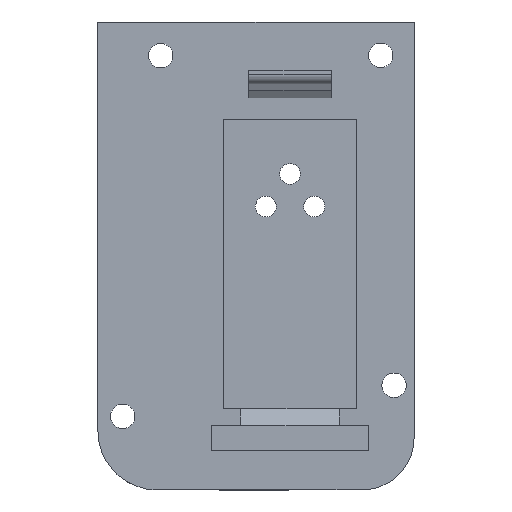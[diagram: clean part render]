
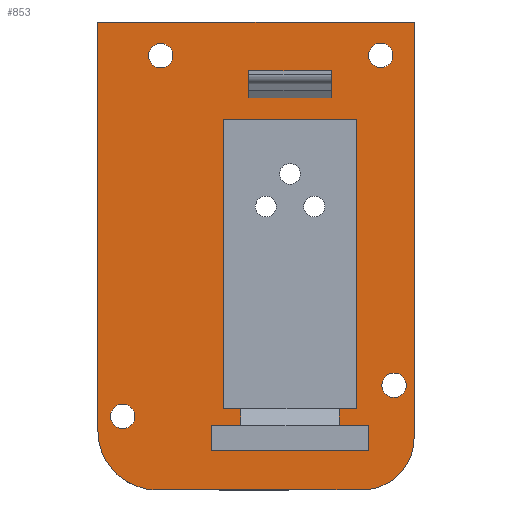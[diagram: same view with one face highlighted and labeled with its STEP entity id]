
A CAD part, top view. The second image highlights one B-rep face of the part: STEP entity #853.
In plain terms, the highlighted planar face has unit normal (0, 0, 1).
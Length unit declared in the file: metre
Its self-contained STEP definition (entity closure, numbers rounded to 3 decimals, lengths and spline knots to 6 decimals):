
#22=LINE('',#1221,#121);
#23=LINE('',#1224,#122);
#24=LINE('',#1226,#123);
#25=LINE('',#1228,#124);
#26=LINE('',#1230,#125);
#27=LINE('',#1232,#126);
#28=LINE('',#1234,#127);
#29=LINE('',#1236,#128);
#30=LINE('',#1238,#129);
#31=LINE('',#1240,#130);
#32=LINE('',#1242,#131);
#33=LINE('',#1244,#132);
#34=LINE('',#1246,#133);
#35=LINE('',#1248,#134);
#36=LINE('',#1250,#135);
#37=LINE('',#1252,#136);
#38=LINE('',#1253,#137);
#39=LINE('',#1256,#138);
#40=LINE('',#1258,#139);
#41=LINE('',#1262,#140);
#42=LINE('',#1265,#141);
#43=LINE('',#1268,#142);
#44=LINE('',#1270,#143);
#45=LINE('',#1272,#144);
#121=VECTOR('',#990,1.);
#122=VECTOR('',#991,1.);
#123=VECTOR('',#992,1.);
#124=VECTOR('',#993,1.);
#125=VECTOR('',#994,1.);
#126=VECTOR('',#995,1.);
#127=VECTOR('',#996,1.);
#128=VECTOR('',#997,1.);
#129=VECTOR('',#998,1.);
#130=VECTOR('',#999,1.);
#131=VECTOR('',#1000,1.);
#132=VECTOR('',#1001,1.);
#133=VECTOR('',#1002,1.);
#134=VECTOR('',#1003,1.);
#135=VECTOR('',#1004,1.);
#136=VECTOR('',#1005,1.);
#137=VECTOR('',#1006,1.);
#138=VECTOR('',#1007,1.);
#139=VECTOR('',#1008,1.);
#140=VECTOR('',#1011,1.);
#141=VECTOR('',#1014,1.);
#142=VECTOR('',#1015,1.);
#143=VECTOR('',#1016,1.);
#144=VECTOR('',#1017,1.);
#220=ORIENTED_EDGE('',*,*,#458,.F.);
#221=ORIENTED_EDGE('',*,*,#459,.F.);
#222=ORIENTED_EDGE('',*,*,#460,.F.);
#223=ORIENTED_EDGE('',*,*,#461,.F.);
#224=ORIENTED_EDGE('',*,*,#462,.F.);
#225=ORIENTED_EDGE('',*,*,#463,.F.);
#226=ORIENTED_EDGE('',*,*,#464,.F.);
#227=ORIENTED_EDGE('',*,*,#465,.T.);
#228=ORIENTED_EDGE('',*,*,#466,.T.);
#229=ORIENTED_EDGE('',*,*,#467,.F.);
#230=ORIENTED_EDGE('',*,*,#468,.F.);
#231=ORIENTED_EDGE('',*,*,#469,.F.);
#232=ORIENTED_EDGE('',*,*,#470,.T.);
#233=ORIENTED_EDGE('',*,*,#471,.T.);
#234=ORIENTED_EDGE('',*,*,#472,.F.);
#235=ORIENTED_EDGE('',*,*,#473,.F.);
#236=ORIENTED_EDGE('',*,*,#474,.T.);
#237=ORIENTED_EDGE('',*,*,#475,.T.);
#238=ORIENTED_EDGE('',*,*,#476,.F.);
#239=ORIENTED_EDGE('',*,*,#477,.F.);
#240=ORIENTED_EDGE('',*,*,#478,.F.);
#241=ORIENTED_EDGE('',*,*,#479,.F.);
#242=ORIENTED_EDGE('',*,*,#480,.F.);
#243=ORIENTED_EDGE('',*,*,#481,.T.);
#244=ORIENTED_EDGE('',*,*,#482,.T.);
#245=ORIENTED_EDGE('',*,*,#483,.T.);
#246=ORIENTED_EDGE('',*,*,#484,.F.);
#247=ORIENTED_EDGE('',*,*,#485,.T.);
#248=ORIENTED_EDGE('',*,*,#486,.T.);
#249=ORIENTED_EDGE('',*,*,#487,.T.);
#458=EDGE_CURVE('',#577,#577,#659,.T.);
#459=EDGE_CURVE('',#578,#578,#660,.T.);
#460=EDGE_CURVE('',#579,#579,#661,.T.);
#461=EDGE_CURVE('',#580,#580,#662,.T.);
#462=EDGE_CURVE('',#581,#582,#22,.T.);
#463=EDGE_CURVE('',#583,#581,#23,.T.);
#464=EDGE_CURVE('',#584,#583,#24,.T.);
#465=EDGE_CURVE('',#584,#585,#25,.T.);
#466=EDGE_CURVE('',#585,#586,#26,.T.);
#467=EDGE_CURVE('',#587,#586,#27,.T.);
#468=EDGE_CURVE('',#588,#587,#28,.T.);
#469=EDGE_CURVE('',#589,#588,#29,.T.);
#470=EDGE_CURVE('',#589,#590,#30,.T.);
#471=EDGE_CURVE('',#590,#591,#31,.T.);
#472=EDGE_CURVE('',#592,#591,#32,.T.);
#473=EDGE_CURVE('',#593,#592,#33,.T.);
#474=EDGE_CURVE('',#593,#594,#34,.T.);
#475=EDGE_CURVE('',#594,#595,#35,.T.);
#476=EDGE_CURVE('',#596,#595,#36,.T.);
#477=EDGE_CURVE('',#582,#596,#37,.T.);
#478=EDGE_CURVE('',#597,#598,#38,.T.);
#479=EDGE_CURVE('',#599,#597,#39,.T.);
#480=EDGE_CURVE('',#600,#599,#40,.T.);
#481=EDGE_CURVE('',#600,#601,#663,.T.);
#482=EDGE_CURVE('',#601,#602,#41,.T.);
#483=EDGE_CURVE('',#602,#598,#664,.T.);
#484=EDGE_CURVE('',#603,#604,#42,.T.);
#485=EDGE_CURVE('',#603,#605,#43,.T.);
#486=EDGE_CURVE('',#605,#606,#44,.T.);
#487=EDGE_CURVE('',#606,#604,#45,.T.);
#577=VERTEX_POINT('',#1214);
#578=VERTEX_POINT('',#1216);
#579=VERTEX_POINT('',#1218);
#580=VERTEX_POINT('',#1220);
#581=VERTEX_POINT('',#1222);
#582=VERTEX_POINT('',#1223);
#583=VERTEX_POINT('',#1225);
#584=VERTEX_POINT('',#1227);
#585=VERTEX_POINT('',#1229);
#586=VERTEX_POINT('',#1231);
#587=VERTEX_POINT('',#1233);
#588=VERTEX_POINT('',#1235);
#589=VERTEX_POINT('',#1237);
#590=VERTEX_POINT('',#1239);
#591=VERTEX_POINT('',#1241);
#592=VERTEX_POINT('',#1243);
#593=VERTEX_POINT('',#1245);
#594=VERTEX_POINT('',#1247);
#595=VERTEX_POINT('',#1249);
#596=VERTEX_POINT('',#1251);
#597=VERTEX_POINT('',#1254);
#598=VERTEX_POINT('',#1255);
#599=VERTEX_POINT('',#1257);
#600=VERTEX_POINT('',#1259);
#601=VERTEX_POINT('',#1261);
#602=VERTEX_POINT('',#1263);
#603=VERTEX_POINT('',#1266);
#604=VERTEX_POINT('',#1267);
#605=VERTEX_POINT('',#1269);
#606=VERTEX_POINT('',#1271);
#659=CIRCLE('',#913,0.0015);
#660=CIRCLE('',#914,0.0015);
#661=CIRCLE('',#915,0.0015);
#662=CIRCLE('',#916,0.0015);
#663=CIRCLE('',#917,0.007269);
#664=CIRCLE('',#918,0.006401);
#679=EDGE_LOOP('',(#220));
#680=EDGE_LOOP('',(#221));
#681=EDGE_LOOP('',(#222));
#682=EDGE_LOOP('',(#223));
#683=EDGE_LOOP('',(#224,#225,#226,#227,#228,#229,#230,#231,#232,#233,#234,
#235,#236,#237,#238,#239));
#684=EDGE_LOOP('',(#240,#241,#242,#243,#244,#245));
#685=EDGE_LOOP('',(#246,#247,#248,#249));
#748=FACE_BOUND('',#679,.T.);
#749=FACE_BOUND('',#680,.T.);
#750=FACE_BOUND('',#681,.T.);
#751=FACE_BOUND('',#682,.T.);
#752=FACE_BOUND('',#683,.T.);
#753=FACE_BOUND('',#684,.T.);
#754=FACE_BOUND('',#685,.T.);
#817=PLANE('',#912);
#853=ADVANCED_FACE('',(#748,#749,#750,#751,#752,#753,#754),#817,.T.);
#912=AXIS2_PLACEMENT_3D('',#1212,#980,#981);
#913=AXIS2_PLACEMENT_3D('',#1213,#982,#983);
#914=AXIS2_PLACEMENT_3D('',#1215,#984,#985);
#915=AXIS2_PLACEMENT_3D('',#1217,#986,#987);
#916=AXIS2_PLACEMENT_3D('',#1219,#988,#989);
#917=AXIS2_PLACEMENT_3D('',#1260,#1009,#1010);
#918=AXIS2_PLACEMENT_3D('',#1264,#1012,#1013);
#980=DIRECTION('',(0.,0.,1.));
#981=DIRECTION('',(1.,0.,0.));
#982=DIRECTION('',(0.,0.,1.));
#983=DIRECTION('',(1.,0.,0.));
#984=DIRECTION('',(0.,0.,1.));
#985=DIRECTION('',(1.,0.,0.));
#986=DIRECTION('',(0.,0.,1.));
#987=DIRECTION('',(1.,0.,0.));
#988=DIRECTION('',(0.,0.,1.));
#989=DIRECTION('',(1.,0.,0.));
#990=DIRECTION('',(0.,-1.,0.));
#991=DIRECTION('',(1.,0.,0.));
#992=DIRECTION('',(0.,-1.,0.));
#993=DIRECTION('',(1.,0.,0.));
#994=DIRECTION('',(0.,-1.,0.));
#995=DIRECTION('',(1.,0.,0.));
#996=DIRECTION('',(0.,1.,0.));
#997=DIRECTION('',(-1.,0.,0.));
#998=DIRECTION('',(0.,-1.,0.));
#999=DIRECTION('',(-1.,0.,0.));
#1000=DIRECTION('',(0.,-1.,0.));
#1001=DIRECTION('',(1.,0.,0.));
#1002=DIRECTION('',(0.,-1.,0.));
#1003=DIRECTION('',(-1.,0.,0.));
#1004=DIRECTION('',(0.,-1.,0.));
#1005=DIRECTION('',(-1.,0.,0.));
#1006=DIRECTION('',(0.,-1.,0.));
#1007=DIRECTION('',(1.,0.,0.));
#1008=DIRECTION('',(0.,1.,0.));
#1009=DIRECTION('',(0.,0.,1.));
#1010=DIRECTION('',(1.,0.,0.));
#1011=DIRECTION('',(1.,0.,0.));
#1012=DIRECTION('',(0.,0.,1.));
#1013=DIRECTION('',(1.,0.,0.));
#1014=DIRECTION('',(-1.,0.,0.));
#1015=DIRECTION('',(0.,-1.,0.));
#1016=DIRECTION('',(-1.,0.,0.));
#1017=DIRECTION('',(0.,1.,0.));
#1212=CARTESIAN_POINT('',(0.017,-0.02231,0.0121));
#1213=CARTESIAN_POINT('',(0.00063,-0.039002,0.0121));
#1214=CARTESIAN_POINT('',(0.00213,-0.039002,0.0121));
#1215=CARTESIAN_POINT('',(0.032309,0.0053,0.0121));
#1216=CARTESIAN_POINT('',(0.033809,0.0053,0.0121));
#1217=CARTESIAN_POINT('',(0.03394,-0.035183,0.0121));
#1218=CARTESIAN_POINT('',(0.03544,-0.035183,0.0121));
#1219=CARTESIAN_POINT('',(0.00531,0.005271,0.0121));
#1220=CARTESIAN_POINT('',(0.00681,0.005271,0.0121));
#1221=CARTESIAN_POINT('',(0.015125,-0.039133,0.0121));
#1222=CARTESIAN_POINT('',(0.015125,-0.038083,0.0121));
#1223=CARTESIAN_POINT('',(0.015125,-0.040183,0.0121));
#1224=CARTESIAN_POINT('',(0.021175,-0.038083,0.0121));
#1225=CARTESIAN_POINT('',(0.012975,-0.038083,0.0121));
#1226=CARTESIAN_POINT('',(0.012975,-0.020303,0.0121));
#1227=CARTESIAN_POINT('',(0.012975,-0.002523,0.0121));
#1228=CARTESIAN_POINT('',(0.021175,-0.002523,0.0121));
#1229=CARTESIAN_POINT('',(0.029375,-0.002523,0.0121));
#1230=CARTESIAN_POINT('',(0.029375,-0.020303,0.0121));
#1231=CARTESIAN_POINT('',(0.029375,-0.038083,0.0121));
#1232=CARTESIAN_POINT('',(0.021175,-0.038083,0.0121));
#1233=CARTESIAN_POINT('',(0.027225,-0.038083,0.0121));
#1234=CARTESIAN_POINT('',(0.027225,-0.039133,0.0121));
#1235=CARTESIAN_POINT('',(0.027225,-0.040183,0.0121));
#1236=CARTESIAN_POINT('',(0.021175,-0.040183,0.0121));
#1237=CARTESIAN_POINT('',(0.030795,-0.040183,0.0121));
#1238=CARTESIAN_POINT('',(0.030795,-0.041683,0.0121));
#1239=CARTESIAN_POINT('',(0.030795,-0.043183,0.0121));
#1240=CARTESIAN_POINT('',(0.021175,-0.043183,0.0121));
#1241=CARTESIAN_POINT('',(0.026225,-0.043183,0.0121));
#1242=CARTESIAN_POINT('',(0.026225,-0.040181,0.0121));
#1243=CARTESIAN_POINT('',(0.026225,-0.040183,0.0121));
#1244=CARTESIAN_POINT('',(-0.233593,-0.040183,0.0121));
#1245=CARTESIAN_POINT('',(0.016125,-0.040183,0.0121));
#1246=CARTESIAN_POINT('',(0.016125,-0.040181,0.0121));
#1247=CARTESIAN_POINT('',(0.016125,-0.043183,0.0121));
#1248=CARTESIAN_POINT('',(0.021175,-0.043183,0.0121));
#1249=CARTESIAN_POINT('',(0.011555,-0.043183,0.0121));
#1250=CARTESIAN_POINT('',(0.011555,-0.041683,0.0121));
#1251=CARTESIAN_POINT('',(0.011555,-0.040183,0.0121));
#1252=CARTESIAN_POINT('',(0.021175,-0.040183,0.0121));
#1253=CARTESIAN_POINT('',(0.0364,0.0004,0.0121));
#1254=CARTESIAN_POINT('',(0.0364,0.0094,0.0121));
#1255=CARTESIAN_POINT('',(0.0364,-0.04162,0.0121));
#1256=CARTESIAN_POINT('',(0.025435,0.0094,0.0121));
#1257=CARTESIAN_POINT('',(-0.0024,0.0094,0.0121));
#1258=CARTESIAN_POINT('',(-0.0024,0.0017,0.0121));
#1259=CARTESIAN_POINT('',(-0.0024,-0.040751,0.0121));
#1260=CARTESIAN_POINT('',(0.004869,-0.040751,0.0121));
#1261=CARTESIAN_POINT('',(0.004869,-0.04802,0.0121));
#1262=CARTESIAN_POINT('',(0.014159,-0.04802,0.0121));
#1263=CARTESIAN_POINT('',(0.029899,-0.04802,0.0121));
#1264=CARTESIAN_POINT('',(0.029999,-0.04162,0.0121));
#1265=CARTESIAN_POINT('',(0.272793,0.002527,0.0121));
#1266=CARTESIAN_POINT('',(0.026225,0.002527,0.0121));
#1267=CARTESIAN_POINT('',(0.016125,0.002527,0.0121));
#1268=CARTESIAN_POINT('',(0.026225,0.001777,0.0121));
#1269=CARTESIAN_POINT('',(0.026225,0.001027,0.0121));
#1270=CARTESIAN_POINT('',(0.272793,0.001027,0.0121));
#1271=CARTESIAN_POINT('',(0.016125,0.001027,0.0121));
#1272=CARTESIAN_POINT('',(0.016125,0.001777,0.0121));
